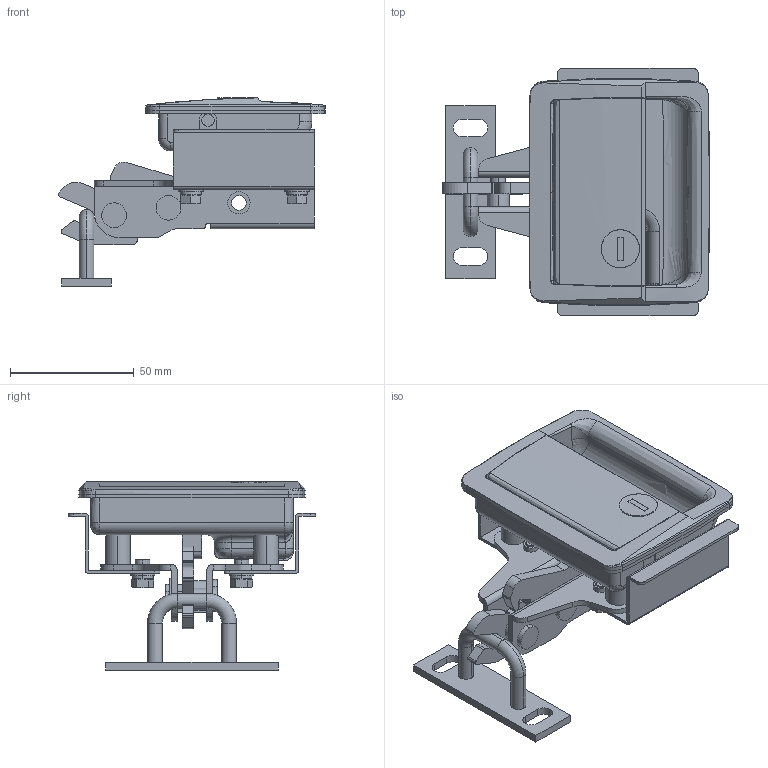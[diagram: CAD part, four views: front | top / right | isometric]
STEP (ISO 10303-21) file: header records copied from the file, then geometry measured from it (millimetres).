
FILE_DESCRIPTION (( 'STEP AP203' ), '1' );
FILE_NAME ('AP-151RK-B-2-1.STEP', '2021-02-22T08:34:53', ( '' ), ( '' ), 'SwSTEP 2.0', 'SolidWorks 2018', '' );
FILE_SCHEMA (( 'CONFIG_CONTROL_DESIGN' ));
Length unit declared in the file: millimetre
Products named in the file (15): AP-151RK-B-2-1_frame_; AP-151RK-B-2-1_hex head bolt_ver1.06__M5x8十字穴付六角ボルト(鉄)ダブルセムス(P3); AP-151RK-B-2-1_e-ring_ver1.01__E宍巭傔椫 屇傃5(SUS); AP-151RK-B-2-1_body_; AP-151RK-B-2-1_hold plate_; AP-151RK-B-2-1_latch_; AP-151RK-B-2-1; AP-151RK-B-2-1_handle shaft_; AP-151RK-B-2-1_cross-recessed flat head screw_ver1.03__M5x12十字穴付皿小ねじ(鉄); AP-151RK-B-2-1_shaft_; AP-151RK-B-2-1_catch_; AP-151RK-B-2-1_handle_; AP-151RK-B-2-1_rotor_; AP-151RK-B-2-1_ratchet_; AP-151RK-B-2-1_packing_
Assembly tree (23 placements, depth 2):
  AP-151RK-B-2-1
    AP-151RK-B-2-1_body_
    AP-151RK-B-2-1_handle_
    AP-151RK-B-2-1_handle shaft_
    AP-151RK-B-2-1_frame_
    AP-151RK-B-2-1_latch_
    AP-151RK-B-2-1_ratchet_
    AP-151RK-B-2-1_packing_
    AP-151RK-B-2-1_shaft_  x2
    AP-151RK-B-2-1_e-ring_ver1.01__E宍巭傔椫 屇傃5(SUS)  x2
    AP-151RK-B-2-1_hold plate_  x2
    AP-151RK-B-2-1_hex head bolt_ver1.06__M5x8十字穴付六角ボルト(鉄)ダブルセムス(P3)  x4
    AP-151RK-B-2-1_rotor_
    AP-151RK-B-2-1_catch_
    AP-151RK-B-2-1_cross-recessed flat head screw_ver1.03__M5x12十字穴付皿小ねじ(鉄)  x4
Bounding box: 107.96 x 100 x 76.2 mm (x, y, z)
Volume: 95957.3 mm3; surface area: 88839.4 mm2
Topology: 23 solids, 23 shells, 1106 faces, 2858 edges, 1828 vertices
Faces by surface type: plane 484, cylinder 442, cone 96, bspline 57, torus 27
Entity records: 28888 total; most frequent: CARTESIAN_POINT 8572, ORIENTED_EDGE 3936, DIRECTION 3829, EDGE_CURVE 1968, AXIS2_PLACEMENT_3D 1427, VERTEX_POINT 1262, LINE 975, VECTOR 975
